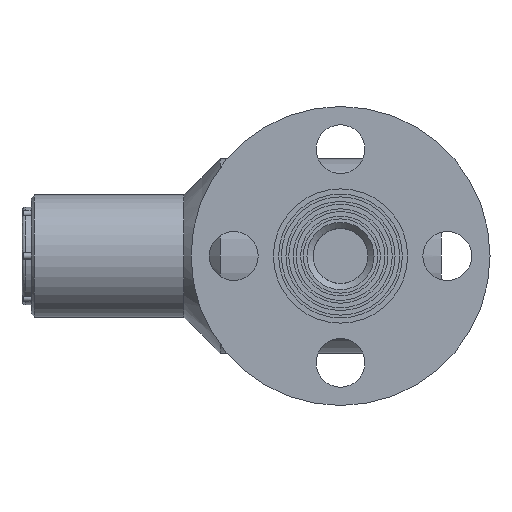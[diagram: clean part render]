
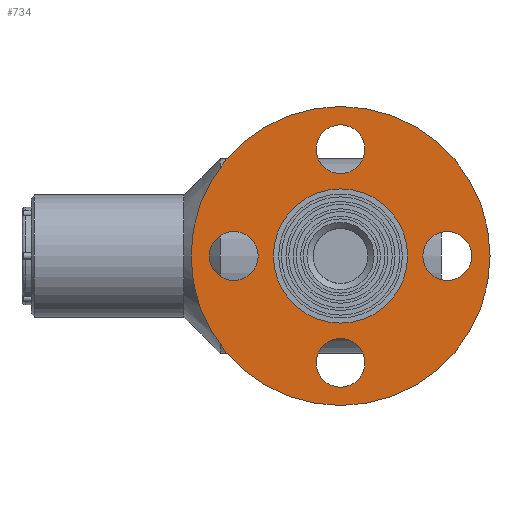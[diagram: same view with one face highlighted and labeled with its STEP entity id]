
A CAD part, left-side view. The second image highlights one B-rep face of the part: STEP entity #734.
In plain terms, the highlighted face is planar.
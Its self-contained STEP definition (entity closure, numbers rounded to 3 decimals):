
#97 = ORIENTED_EDGE ( 'NONE', *, *, #2813, .T. ) ;
#152 = FACE_BOUND ( 'NONE', #3515, .T. ) ;
#161 = DIRECTION ( 'NONE',  ( 1., 0., 0. ) ) ;
#174 = CARTESIAN_POINT ( 'NONE',  ( 0., 0., 0. ) ) ;
#186 = ORIENTED_EDGE ( 'NONE', *, *, #474, .T. ) ;
#468 = EDGE_CURVE ( 'NONE', #2564, #2564, #3684, .T. ) ;
#474 = EDGE_CURVE ( 'NONE', #818, #818, #1823, .T. ) ;
#527 = PLANE ( 'NONE',  #1404 ) ;
#543 = ORIENTED_EDGE ( 'NONE', *, *, #1213, .T. ) ;
#551 = FACE_BOUND ( 'NONE', #4165, .T. ) ;
#585 = CIRCLE ( 'NONE', #4467, 18.25 ) ;
#702 = EDGE_LOOP ( 'NONE', ( #2639 ) ) ;
#734 = ADVANCED_FACE ( 'NONE', ( #1251, #4454, #551, #901, #152, #875 ), #527, .F. ) ;
#805 = EDGE_LOOP ( 'NONE', ( #543 ) ) ;
#818 = VERTEX_POINT ( 'NONE', #3638 ) ;
#875 = FACE_BOUND ( 'NONE', #4093, .T. ) ;
#901 = FACE_BOUND ( 'NONE', #3112, .T. ) ;
#1024 = DIRECTION ( 'NONE',  ( 0., 0., 1. ) ) ;
#1065 = ORIENTED_EDGE ( 'NONE', *, *, #468, .T. ) ;
#1174 = CIRCLE ( 'NONE', #3788, 8. ) ;
#1213 = EDGE_CURVE ( 'NONE', #2074, #2074, #585, .T. ) ;
#1251 = FACE_OUTER_BOUND ( 'NONE', #702, .T. ) ;
#1280 = CARTESIAN_POINT ( 'NONE',  ( 43., 0., 0. ) ) ;
#1333 = AXIS2_PLACEMENT_3D ( 'NONE', #2771, #2720, #3088 ) ;
#1404 = AXIS2_PLACEMENT_3D ( 'NONE', #174, #1949, #3722 ) ;
#1438 = DIRECTION ( 'NONE',  ( 1., 0., 0. ) ) ;
#1726 = CARTESIAN_POINT ( 'NONE',  ( 0., -35., 0. ) ) ;
#1823 = CIRCLE ( 'NONE', #4596, 8. ) ;
#1945 = DIRECTION ( 'NONE',  ( 1., 0., 0. ) ) ;
#1949 = DIRECTION ( 'NONE',  ( 0., 0., 1. ) ) ;
#2074 = VERTEX_POINT ( 'NONE', #3496 ) ;
#2155 = CIRCLE ( 'NONE', #3121, 8. ) ;
#2243 = CARTESIAN_POINT ( 'NONE',  ( 0., 35., 0. ) ) ;
#2511 = CARTESIAN_POINT ( 'NONE',  ( -35., 0., 0. ) ) ;
#2564 = VERTEX_POINT ( 'NONE', #4388 ) ;
#2639 = ORIENTED_EDGE ( 'NONE', *, *, #3976, .F. ) ;
#2685 = ORIENTED_EDGE ( 'NONE', *, *, #4187, .T. ) ;
#2720 = DIRECTION ( 'NONE',  ( 0., 0., 1. ) ) ;
#2750 = CIRCLE ( 'NONE', #1333, 49. ) ;
#2771 = CARTESIAN_POINT ( 'NONE',  ( 0., 0., 0. ) ) ;
#2813 = EDGE_CURVE ( 'NONE', #4485, #4485, #1174, .T. ) ;
#2840 = DIRECTION ( 'NONE',  ( 0., 0., 1. ) ) ;
#2959 = DIRECTION ( 'NONE',  ( 0., 0., 1. ) ) ;
#3088 = DIRECTION ( 'NONE',  ( 1., 0., 0. ) ) ;
#3112 = EDGE_LOOP ( 'NONE', ( #97 ) ) ;
#3121 = AXIS2_PLACEMENT_3D ( 'NONE', #2243, #2959, #3663 ) ;
#3359 = DIRECTION ( 'NONE',  ( 0., 0., 1. ) ) ;
#3496 = CARTESIAN_POINT ( 'NONE',  ( 18.25, 0., 0. ) ) ;
#3515 = EDGE_LOOP ( 'NONE', ( #1065 ) ) ;
#3525 = DIRECTION ( 'NONE',  ( 1., 0., 0. ) ) ;
#3625 = CARTESIAN_POINT ( 'NONE',  ( 8., 35., 0. ) ) ;
#3638 = CARTESIAN_POINT ( 'NONE',  ( -27., 0., 0. ) ) ;
#3661 = CARTESIAN_POINT ( 'NONE',  ( 35., 0., 0. ) ) ;
#3663 = DIRECTION ( 'NONE',  ( 1., 0., 0. ) ) ;
#3684 = CIRCLE ( 'NONE', #3765, 8. ) ;
#3722 = DIRECTION ( 'NONE',  ( 1., 0., 0. ) ) ;
#3765 = AXIS2_PLACEMENT_3D ( 'NONE', #1726, #2840, #1438 ) ;
#3788 = AXIS2_PLACEMENT_3D ( 'NONE', #3661, #3359, #161 ) ;
#3901 = CARTESIAN_POINT ( 'NONE',  ( 49., 0., 0. ) ) ;
#3976 = EDGE_CURVE ( 'NONE', #4375, #4375, #2750, .T. ) ;
#4066 = DIRECTION ( 'NONE',  ( 0., 0., 1. ) ) ;
#4093 = EDGE_LOOP ( 'NONE', ( #186 ) ) ;
#4165 = EDGE_LOOP ( 'NONE', ( #2685 ) ) ;
#4187 = EDGE_CURVE ( 'NONE', #4329, #4329, #2155, .T. ) ;
#4329 = VERTEX_POINT ( 'NONE', #3625 ) ;
#4375 = VERTEX_POINT ( 'NONE', #3901 ) ;
#4388 = CARTESIAN_POINT ( 'NONE',  ( 8., -35., 0. ) ) ;
#4454 = FACE_BOUND ( 'NONE', #805, .T. ) ;
#4467 = AXIS2_PLACEMENT_3D ( 'NONE', #4474, #4066, #1945 ) ;
#4474 = CARTESIAN_POINT ( 'NONE',  ( 0., 0., 0. ) ) ;
#4485 = VERTEX_POINT ( 'NONE', #1280 ) ;
#4596 = AXIS2_PLACEMENT_3D ( 'NONE', #2511, #1024, #3525 ) ;
